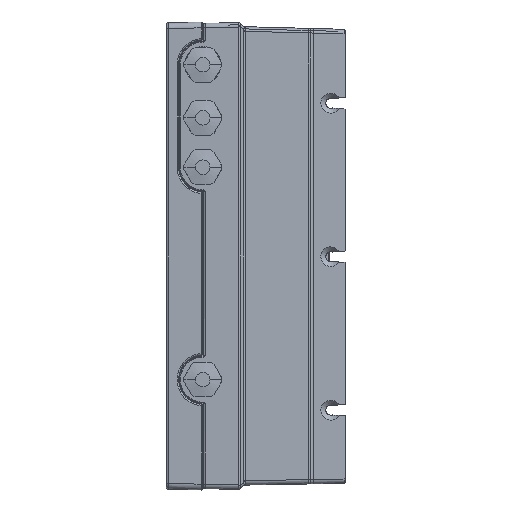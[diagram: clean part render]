
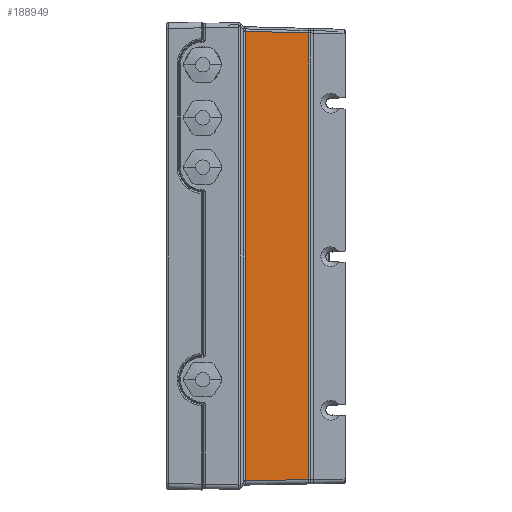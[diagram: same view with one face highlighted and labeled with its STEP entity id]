
A CAD part, left-side view. The second image highlights one B-rep face of the part: STEP entity #188949.
In plain terms, the highlighted planar face has unit normal (-1, -0.018, 0).
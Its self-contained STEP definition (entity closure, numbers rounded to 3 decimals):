
#26661=CARTESIAN_POINT('',(-107.488,50.796,
314.482));
#26666=DIRECTION('',(0.,0.,-1.));
#26667=VECTOR('',#26666,308.97);
#26668=CARTESIAN_POINT('',(-107.488,50.796,
314.482));
#26669=LINE('',#26668,#26667);
#69376=DIRECTION('',(0.017,-1.,-0.026));
#69377=VECTOR('',#69376,43.597);
#69378=CARTESIAN_POINT('',(-107.488,50.796,
314.482));
#69379=LINE('',#69378,#69377);
#69383=DIRECTION('',(-0.017,1.,-0.017));
#69384=VECTOR('',#69383,43.589);
#69385=CARTESIAN_POINT('',(-106.727,7.22,
6.272));
#69386=LINE('',#69385,#69384);
#69390=DIRECTION('',(0.,0.,1.));
#69391=VECTOR('',#69390,307.068);
#69392=CARTESIAN_POINT('',(-106.727,7.22,
6.272));
#69393=LINE('',#69392,#69391);
#119349=VERTEX_POINT('',#26661);
#119350=CARTESIAN_POINT('',(-107.488,50.796,
5.512));
#119351=VERTEX_POINT('',#119350);
#123976=CARTESIAN_POINT('',(-106.727,7.22,
6.272));
#123977=VERTEX_POINT('',#123976);
#124278=CARTESIAN_POINT('',(-106.727,7.22,
313.341));
#124279=VERTEX_POINT('',#124278);
#188937=CARTESIAN_POINT('',(-107.5,51.5,-1.44));
#188938=DIRECTION('',(1.,0.017,0.));
#188939=DIRECTION('',(0.,0.,-1.));
#188940=AXIS2_PLACEMENT_3D('',#188937,#188938,#188939);
#188941=PLANE('',#188940);
#188942=ORIENTED_EDGE('',*,*,#154864,.F.);
#188943=ORIENTED_EDGE('',*,*,#188928,.T.);
#188945=ORIENTED_EDGE('',*,*,#188944,.F.);
#188946=ORIENTED_EDGE('',*,*,#149087,.T.);
#188947=EDGE_LOOP('',(#188942,#188943,#188945,#188946));
#188948=FACE_OUTER_BOUND('',#188947,.F.);
#188949=ADVANCED_FACE('',(#188948),#188941,.F.);
#149087=EDGE_CURVE('',#123977,#119351,#69386,.T.);
#154864=EDGE_CURVE('',#119349,#119351,#26669,.T.);
#188928=EDGE_CURVE('',#119349,#124279,#69379,.T.);
#188944=EDGE_CURVE('',#123977,#124279,#69393,.T.);
